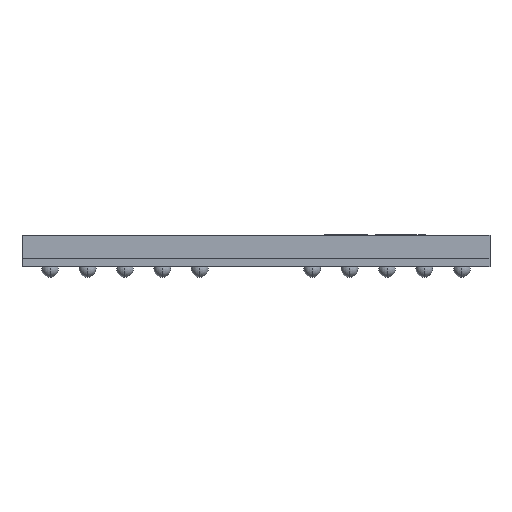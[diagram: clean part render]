
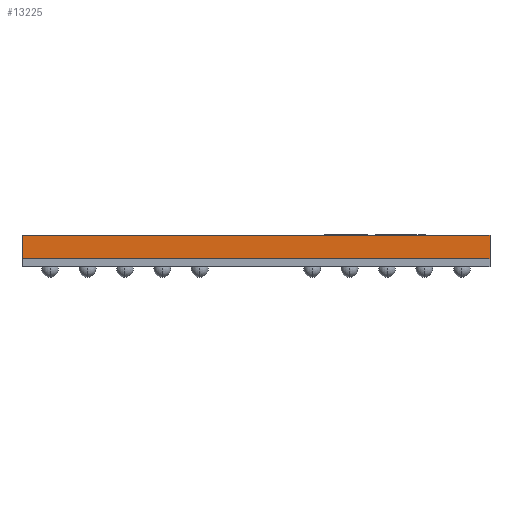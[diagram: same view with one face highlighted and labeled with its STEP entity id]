
A CAD part, front view. The second image highlights one B-rep face of the part: STEP entity #13225.
In plain terms, the highlighted planar face has unit normal (0, -1, 0).
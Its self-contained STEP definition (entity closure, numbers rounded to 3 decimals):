
#971 = LINE ( 'NONE', #9016, #17578 ) ;
#1783 = EDGE_CURVE ( 'NONE', #8186, #17877, #16868, .T. ) ;
#1907 = ORIENTED_EDGE ( 'NONE', *, *, #1783, .T. ) ;
#2206 = AXIS2_PLACEMENT_3D ( 'NONE', #15832, #21557, #8283 ) ;
#3128 = CARTESIAN_POINT ( 'NONE',  ( -5., -7.5, 0. ) ) ;
#5023 = CARTESIAN_POINT ( 'NONE',  ( -5., -7.5, 0.5 ) ) ;
#6027 = CARTESIAN_POINT ( 'NONE',  ( -5., -7.5, 0.5 ) ) ;
#7585 = EDGE_CURVE ( 'NONE', #8098, #27593, #971, .T. ) ;
#7775 = LINE ( 'NONE', #5023, #17673 ) ;
#8098 = VERTEX_POINT ( 'NONE', #28293 ) ;
#8135 = FACE_OUTER_BOUND ( 'NONE', #30479, .T. ) ;
#8186 = VERTEX_POINT ( 'NONE', #6027 ) ;
#8283 = DIRECTION ( 'NONE',  ( 0., 0., 1. ) ) ;
#8300 = EDGE_CURVE ( 'NONE', #17877, #27593, #13864, .T. ) ;
#8678 = ORIENTED_EDGE ( 'NONE', *, *, #8300, .T. ) ;
#9016 = CARTESIAN_POINT ( 'NONE',  ( 5., -7.5, 0.5 ) ) ;
#9416 = EDGE_CURVE ( 'NONE', #8186, #8098, #7775, .T. ) ;
#10083 = ORIENTED_EDGE ( 'NONE', *, *, #9416, .F. ) ;
#13225 = ADVANCED_FACE ( 'NONE', ( #8135 ), #25604, .F. ) ;
#13864 = LINE ( 'NONE', #23821, #27587 ) ;
#15832 = CARTESIAN_POINT ( 'NONE',  ( -5., -7.5, 0.5 ) ) ;
#16868 = LINE ( 'NONE', #31867, #22113 ) ;
#17578 = VECTOR ( 'NONE', #28646, 1000. ) ;
#17673 = VECTOR ( 'NONE', #17746, 1000. ) ;
#17746 = DIRECTION ( 'NONE',  ( 1., 0., 0. ) ) ;
#17877 = VERTEX_POINT ( 'NONE', #3128 ) ;
#18772 = CARTESIAN_POINT ( 'NONE',  ( 5., -7.5, 0. ) ) ;
#19310 = ORIENTED_EDGE ( 'NONE', *, *, #7585, .F. ) ;
#21557 = DIRECTION ( 'NONE',  ( 0., 1., 0. ) ) ;
#21876 = DIRECTION ( 'NONE',  ( 1., 0., 0. ) ) ;
#22113 = VECTOR ( 'NONE', #31706, 1000. ) ;
#23821 = CARTESIAN_POINT ( 'NONE',  ( -5., -7.5, 0. ) ) ;
#25604 = PLANE ( 'NONE',  #2206 ) ;
#27587 = VECTOR ( 'NONE', #21876, 1000. ) ;
#27593 = VERTEX_POINT ( 'NONE', #18772 ) ;
#28293 = CARTESIAN_POINT ( 'NONE',  ( 5., -7.5, 0.5 ) ) ;
#28646 = DIRECTION ( 'NONE',  ( 0., 0., -1. ) ) ;
#30479 = EDGE_LOOP ( 'NONE', ( #8678, #19310, #10083, #1907 ) ) ;
#31706 = DIRECTION ( 'NONE',  ( 0., 0., -1. ) ) ;
#31867 = CARTESIAN_POINT ( 'NONE',  ( -5., -7.5, 0.5 ) ) ;
